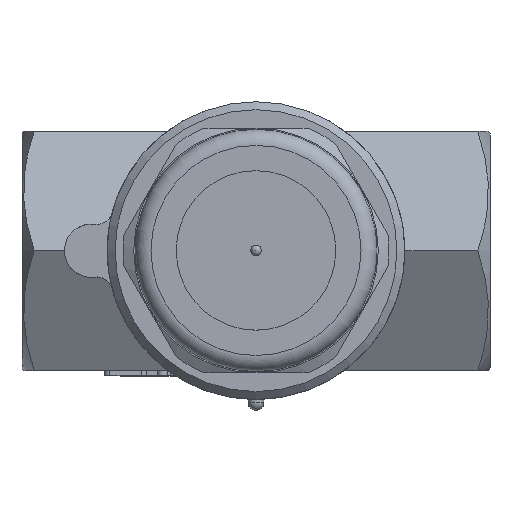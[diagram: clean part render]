
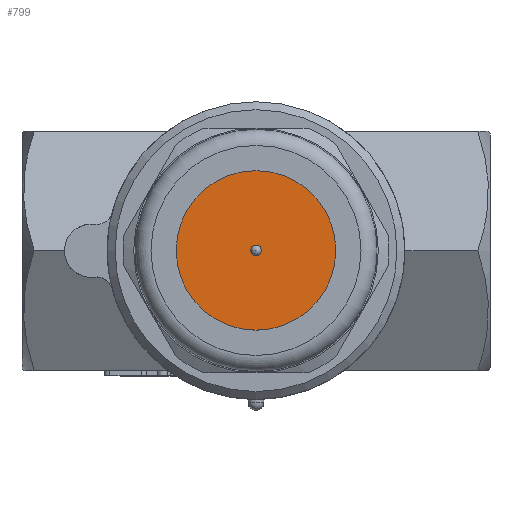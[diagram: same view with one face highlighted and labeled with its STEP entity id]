
A CAD part, top view. The second image highlights one B-rep face of the part: STEP entity #799.
In plain terms, the highlighted planar face has unit normal (0, 0, 1).
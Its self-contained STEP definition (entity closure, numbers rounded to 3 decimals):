
#748=CARTESIAN_POINT('',(0.,-1.0,62.));
#749=VERTEX_POINT('',#748);
#750=CARTESIAN_POINT('',(0.,0.,62.));
#751=DIRECTION('',(0.0,0.0,-1.0));
#752=DIRECTION('',(0.0,1.0,0.0));
#753=AXIS2_PLACEMENT_3D('',#750,#751,#752);
#754=CIRCLE('',#753,1.0);
#755=EDGE_CURVE('',#749,#749,#754,.T.);
#765=CARTESIAN_POINT('',(15.,0.,62.));
#766=VERTEX_POINT('',#765);
#767=CARTESIAN_POINT('',(0.,0.,62.));
#768=DIRECTION('',(0.0,0.0,-1.0));
#769=DIRECTION('',(-1.0,0.0,0.0));
#770=AXIS2_PLACEMENT_3D('',#767,#768,#769);
#771=CIRCLE('',#770,15.0);
#772=EDGE_CURVE('',#766,#766,#771,.T.);
#788=CARTESIAN_POINT('',(0.,0.,62.));
#789=DIRECTION('',(0.0,0.0,-1.0));
#790=DIRECTION('',(-1.0,0.0,0.0));
#791=AXIS2_PLACEMENT_3D('',#788,#789,#790);
#792=PLANE('',#791);
#793=ORIENTED_EDGE('',*,*,#772,.F.);
#794=EDGE_LOOP('',(#793));
#795=FACE_OUTER_BOUND('',#794,.T.);
#796=ORIENTED_EDGE('',*,*,#755,.T.);
#797=EDGE_LOOP('',(#796));
#798=FACE_BOUND('',#797,.T.);
#799=ADVANCED_FACE('',(#795,#798),#792,.F.);
